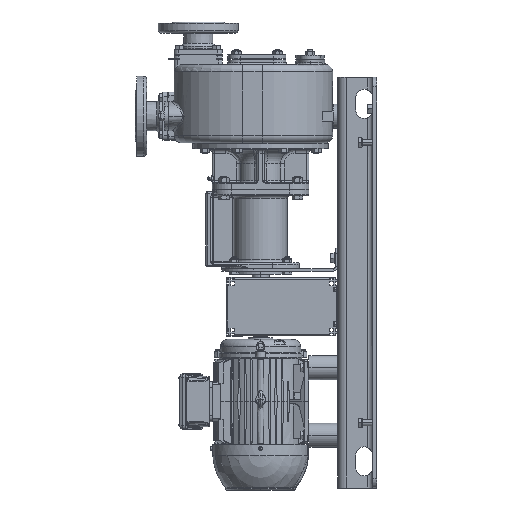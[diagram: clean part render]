
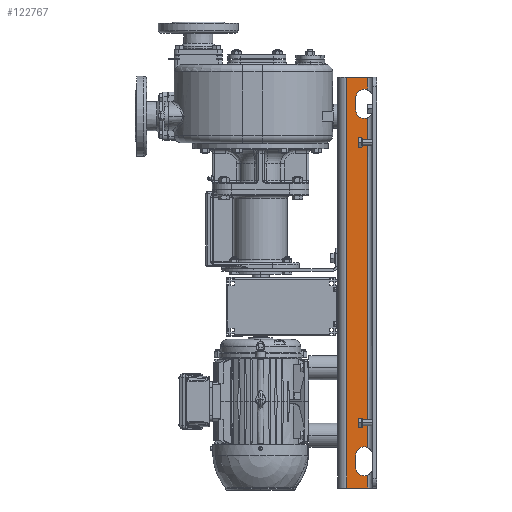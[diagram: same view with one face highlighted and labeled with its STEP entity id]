
A CAD part, left-side view. The second image highlights one B-rep face of the part: STEP entity #122767.
In plain terms, the highlighted planar face has unit normal (-1, 0, 0).
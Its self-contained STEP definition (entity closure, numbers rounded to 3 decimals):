
#4969=DIRECTION('',(0.,0.,-1.));
#4970=VECTOR('',#4969,850.);
#4971=CARTESIAN_POINT('',(-160.,-18.,80.5));
#4972=LINE('',#4971,#4970);
#11557=DIRECTION('',(0.,0.,-1.));
#11558=VECTOR('',#11557,25.);
#11559=CARTESIAN_POINT('',(-160.,-37.,38.));
#11560=LINE('',#11559,#11558);
#11561=CARTESIAN_POINT('',(-160.,-54.5,13.));
#11562=DIRECTION('',(1.,0.,0.));
#11563=DIRECTION('',(0.,-0.429,-0.904));
#11564=AXIS2_PLACEMENT_3D('',#11561,#11562,#11563);
#11566=DIRECTION('',(0.,0.,-1.));
#11567=VECTOR('',#11566,683.377);
#11568=CARTESIAN_POINT('',(-160.,-62.,-2.811));
#11569=LINE('',#11568,#11567);
#11570=CARTESIAN_POINT('',(-160.,-54.5,-702.));
#11571=DIRECTION('',(1.,0.,0.));
#11572=DIRECTION('',(0.,1.,0.));
#11573=AXIS2_PLACEMENT_3D('',#11570,#11571,#11572);
#11575=DIRECTION('',(0.,0.,-1.));
#11576=VECTOR('',#11575,25.);
#11577=CARTESIAN_POINT('',(-160.,-37.,-702.));
#11578=LINE('',#11577,#11576);
#11579=CARTESIAN_POINT('',(-160.,-54.5,-727.));
#11580=DIRECTION('',(1.,0.,0.));
#11581=DIRECTION('',(0.,-0.429,-0.904));
#11582=AXIS2_PLACEMENT_3D('',#11579,#11580,#11581);
#11584=DIRECTION('',(0.,0.,-1.));
#11585=VECTOR('',#11584,26.689);
#11586=CARTESIAN_POINT('',(-160.,-62.,-742.811));
#11587=LINE('',#11586,#11585);
#11588=DIRECTION('',(0.,0.,-1.));
#11589=VECTOR('',#11588,26.689);
#11590=CARTESIAN_POINT('',(-160.,-62.,80.5));
#11591=LINE('',#11590,#11589);
#11592=CARTESIAN_POINT('',(-160.,-54.5,38.));
#11593=DIRECTION('',(1.,0.,0.));
#11594=DIRECTION('',(0.,1.,0.));
#11595=AXIS2_PLACEMENT_3D('',#11592,#11593,#11594);
#11652=CARTESIAN_POINT('',(-160.,-62.,-2.811));
#11658=CARTESIAN_POINT('',(-160.,-62.,-686.189));
#11801=CARTESIAN_POINT('',(-160.,-62.,53.811));
#12033=DIRECTION('',(0.,1.,0.));
#12034=VECTOR('',#12033,44.);
#12035=CARTESIAN_POINT('',(-160.,-62.,80.5));
#12036=LINE('',#12035,#12034);
#12142=CARTESIAN_POINT('',(-160.,-62.,-742.811));
#12357=DIRECTION('',(0.,1.,0.));
#12358=VECTOR('',#12357,44.);
#12359=CARTESIAN_POINT('',(-160.,-62.,-769.5));
#12360=LINE('',#12359,#12358);
#111193=CARTESIAN_POINT('',(-160.,-62.,80.5));
#111195=VERTEX_POINT('',#111193);
#111196=CARTESIAN_POINT('',(-160.,-18.,80.5));
#111197=VERTEX_POINT('',#111196);
#111209=CARTESIAN_POINT('',(-160.,-62.,-769.5));
#111211=VERTEX_POINT('',#111209);
#111212=CARTESIAN_POINT('',(-160.,-18.,-769.5));
#111213=VERTEX_POINT('',#111212);
#111333=VERTEX_POINT('',#11652);
#111336=VERTEX_POINT('',#11801);
#111338=VERTEX_POINT('',#12142);
#111341=VERTEX_POINT('',#11658);
#111342=CARTESIAN_POINT('',(-160.,-37.,38.));
#111343=CARTESIAN_POINT('',(-160.,-37.,13.));
#111344=VERTEX_POINT('',#111342);
#111345=VERTEX_POINT('',#111343);
#111346=CARTESIAN_POINT('',(-160.,-37.,-727.));
#111347=VERTEX_POINT('',#111346);
#111348=CARTESIAN_POINT('',(-160.,-37.,-702.));
#111349=VERTEX_POINT('',#111348);
#122738=CARTESIAN_POINT('',(-160.,-62.,80.5));
#122739=DIRECTION('',(-1.,0.,0.));
#122740=DIRECTION('',(0.,1.,0.));
#122741=AXIS2_PLACEMENT_3D('',#122738,#122739,#122740);
#122742=PLANE('',#122741);
#122743=ORIENTED_EDGE('',*,*,#122728,.T.);
#122745=ORIENTED_EDGE('',*,*,#122744,.F.);
#122747=ORIENTED_EDGE('',*,*,#122746,.T.);
#122749=ORIENTED_EDGE('',*,*,#122748,.F.);
#122751=ORIENTED_EDGE('',*,*,#122750,.T.);
#122753=ORIENTED_EDGE('',*,*,#122752,.F.);
#122755=ORIENTED_EDGE('',*,*,#122754,.T.);
#122757=ORIENTED_EDGE('',*,*,#122756,.T.);
#122758=ORIENTED_EDGE('',*,*,#117867,.F.);
#122760=ORIENTED_EDGE('',*,*,#122759,.F.);
#122762=ORIENTED_EDGE('',*,*,#122761,.T.);
#122764=ORIENTED_EDGE('',*,*,#122763,.F.);
#122765=EDGE_LOOP('',(#122743,#122745,#122747,#122749,#122751,#122753,#122755,
#122757,#122758,#122760,#122762,#122764));
#122766=FACE_OUTER_BOUND('',#122765,.F.);
#122767=ADVANCED_FACE('',(#122766),#122742,.T.);
#11565=CIRCLE('',#11564,17.5);
#11574=CIRCLE('',#11573,17.5);
#11583=CIRCLE('',#11582,17.5);
#11596=CIRCLE('',#11595,17.5);
#117867=EDGE_CURVE('',#111197,#111213,#4972,.T.);
#122728=EDGE_CURVE('',#111344,#111345,#11560,.T.);
#122744=EDGE_CURVE('',#111333,#111345,#11565,.T.);
#122746=EDGE_CURVE('',#111333,#111341,#11569,.T.);
#122748=EDGE_CURVE('',#111349,#111341,#11574,.T.);
#122750=EDGE_CURVE('',#111349,#111347,#11578,.T.);
#122752=EDGE_CURVE('',#111338,#111347,#11583,.T.);
#122754=EDGE_CURVE('',#111338,#111211,#11587,.T.);
#122756=EDGE_CURVE('',#111211,#111213,#12360,.T.);
#122759=EDGE_CURVE('',#111195,#111197,#12036,.T.);
#122761=EDGE_CURVE('',#111195,#111336,#11591,.T.);
#122763=EDGE_CURVE('',#111344,#111336,#11596,.T.);
